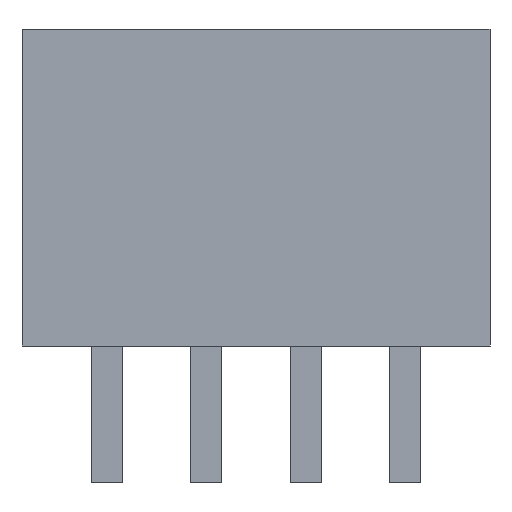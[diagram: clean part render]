
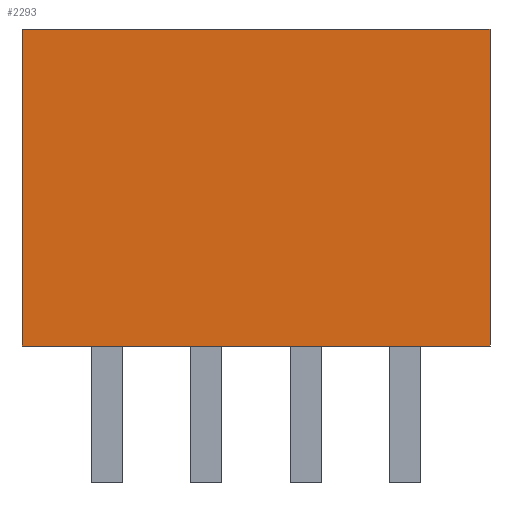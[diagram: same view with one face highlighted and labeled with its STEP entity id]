
A CAD part, front view. The second image highlights one B-rep face of the part: STEP entity #2293.
In plain terms, the highlighted planar face has unit normal (0, -1, 0).
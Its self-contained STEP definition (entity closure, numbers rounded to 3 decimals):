
#54 = CARTESIAN_POINT ( 'NONE',  ( 5.98, -1.2, 0. ) ) ;
#101 = VECTOR ( 'NONE', #2841, 1000. ) ;
#210 = CARTESIAN_POINT ( 'NONE',  ( -5.98, -1.2, 0. ) ) ;
#269 = EDGE_CURVE ( 'NONE', #1092, #2943, #1910, .T. ) ;
#311 = AXIS2_PLACEMENT_3D ( 'NONE', #2806, #1396, #3467 ) ;
#346 = LINE ( 'NONE', #3185, #1057 ) ;
#396 = EDGE_CURVE ( 'NONE', #820, #1259, #346, .T. ) ;
#640 = VECTOR ( 'NONE', #2016, 1000. ) ;
#725 = FACE_OUTER_BOUND ( 'NONE', #995, .T. ) ;
#820 = VERTEX_POINT ( 'NONE', #3047 ) ;
#995 = EDGE_LOOP ( 'NONE', ( #1346, #3227, #2135, #1048 ) ) ;
#1044 = EDGE_CURVE ( 'NONE', #1259, #2943, #3743, .T. ) ;
#1048 = ORIENTED_EDGE ( 'NONE', *, *, #3394, .T. ) ;
#1057 = VECTOR ( 'NONE', #1748, 1000. ) ;
#1083 = DIRECTION ( 'NONE',  ( 0., 0., -1. ) ) ;
#1092 = VERTEX_POINT ( 'NONE', #210 ) ;
#1259 = VERTEX_POINT ( 'NONE', #2980 ) ;
#1346 = ORIENTED_EDGE ( 'NONE', *, *, #269, .T. ) ;
#1396 = DIRECTION ( 'NONE',  ( 0., 1., 0. ) ) ;
#1644 = CARTESIAN_POINT ( 'NONE',  ( -5.98, -1.2, 8.1 ) ) ;
#1748 = DIRECTION ( 'NONE',  ( 1., 0., 0. ) ) ;
#1910 = LINE ( 'NONE', #2278, #640 ) ;
#1934 = CARTESIAN_POINT ( 'NONE',  ( 5.98, -1.2, 8.1 ) ) ;
#2016 = DIRECTION ( 'NONE',  ( 1., 0., 0. ) ) ;
#2135 = ORIENTED_EDGE ( 'NONE', *, *, #396, .F. ) ;
#2239 = VECTOR ( 'NONE', #1083, 1000. ) ;
#2278 = CARTESIAN_POINT ( 'NONE',  ( 0., -1.2, 0. ) ) ;
#2293 = ADVANCED_FACE ( 'NONE', ( #725 ), #3629, .F. ) ;
#2806 = CARTESIAN_POINT ( 'NONE',  ( 0., -1.2, 8.1 ) ) ;
#2841 = DIRECTION ( 'NONE',  ( 0., 0., -1. ) ) ;
#2943 = VERTEX_POINT ( 'NONE', #54 ) ;
#2980 = CARTESIAN_POINT ( 'NONE',  ( 5.98, -1.2, 8.1 ) ) ;
#3047 = CARTESIAN_POINT ( 'NONE',  ( -5.98, -1.2, 8.1 ) ) ;
#3185 = CARTESIAN_POINT ( 'NONE',  ( 0., -1.2, 8.1 ) ) ;
#3227 = ORIENTED_EDGE ( 'NONE', *, *, #1044, .F. ) ;
#3394 = EDGE_CURVE ( 'NONE', #820, #1092, #3753, .T. ) ;
#3467 = DIRECTION ( 'NONE',  ( -1., 0., 0. ) ) ;
#3629 = PLANE ( 'NONE',  #311 ) ;
#3743 = LINE ( 'NONE', #1934, #2239 ) ;
#3753 = LINE ( 'NONE', #1644, #101 ) ;
